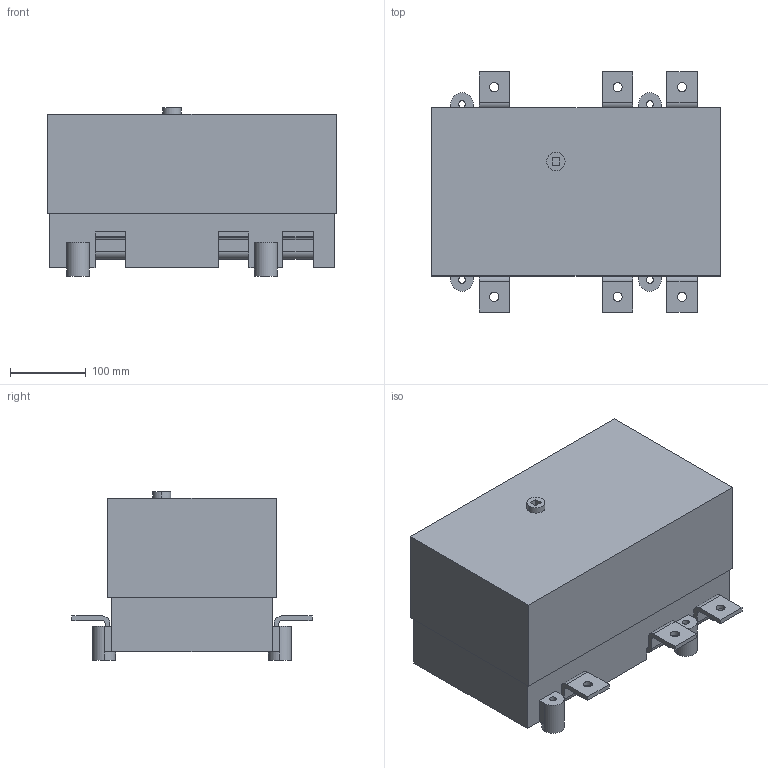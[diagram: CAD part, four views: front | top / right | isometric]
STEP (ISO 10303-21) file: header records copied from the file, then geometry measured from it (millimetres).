
FILE_DESCRIPTION((''),'2;1');
FILE_NAME('3d_GE0630N.stp','2013-07-10T14:27:28',(''),(''),'Mechanical Desktop 2011','Mechanical Desktop 2011',', , ');
FILE_SCHEMA(('CONFIG_CONTROL_DESIGN'));
Length unit declared in the file: millimetre
Products named in the file (1): Product
Bounding box: 381 x 317 x 222.5 mm (x, y, z)
Volume: 16665619.6 mm3; surface area: 677252.4 mm2
Topology: 8 solids, 8 shells, 166 faces, 2673 edges, 4755 vertices
Faces by surface type: plane 82, bspline 51, cylinder 33
Entity records: 19024 total; most frequent: CARTESIAN_POINT 6147, DIRECTION 2924, VECTOR 2486, LINE 2486, TRIMMED_CURVE 2146, ORIENTED_EDGE 884, EDGE_CURVE 442, VERTEX_POINT 294
